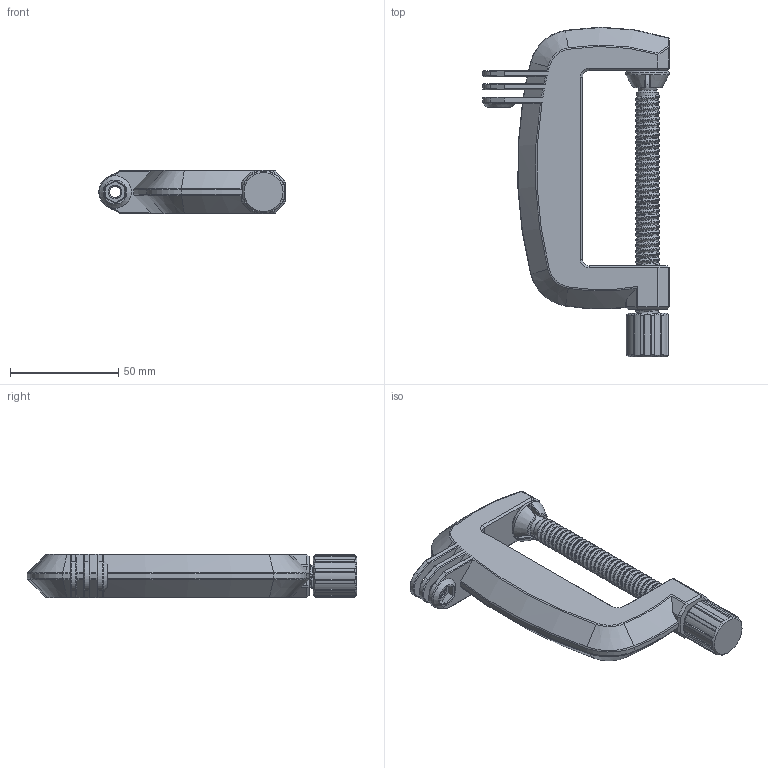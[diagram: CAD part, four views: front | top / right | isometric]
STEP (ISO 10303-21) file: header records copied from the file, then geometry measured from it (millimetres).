
FILE_DESCRIPTION(/* description */ (''),/* implementation_level */ '2;1');
FILE_NAME(/* name */ 'C-Clamp 80.step',/* time_stamp */ '2019-07-26T23:11:49+10:00',/* author */ (''),/* organization */ (''),/* preprocessor_version */ 'ST-DEVELOPER v18',/* originating_system */ 'Autodesk Translation Framework v8.2.0.1029',/* authorisation */ '');
FILE_SCHEMA (('AUTOMOTIVE_DESIGN { 1 0 10303 214 3 1 1 }'));
Length unit declared in the file: millimetre
Products named in the file (3): C-Clamp Long; Component1; Bolt
Assembly tree (2 placements, depth 3):
  C-Clamp Long
    Component1
      Bolt
Bounding box: 86 x 152 x 20 mm (x, y, z)
Volume: 98585.8 mm3; surface area: 26481.1 mm2
Topology: 3 solids, 3 shells, 428 faces, 1141 edges, 719 vertices
Faces by surface type: plane 182, cylinder 141, cone 86, bspline 16, sphere 3
Full cylindrical faces by diameter (mm): 5.3 x3, 9.8 x40, 10.4 x6, 11.4 x39, 12 x7, 20 x1
Entity records: 19950 total; most frequent: CARTESIAN_POINT 9815, ORIENTED_EDGE 2348, DIRECTION 1814, EDGE_CURVE 1174, VERTEX_POINT 755, AXIS2_PLACEMENT_3D 623, LINE 568, VECTOR 568
